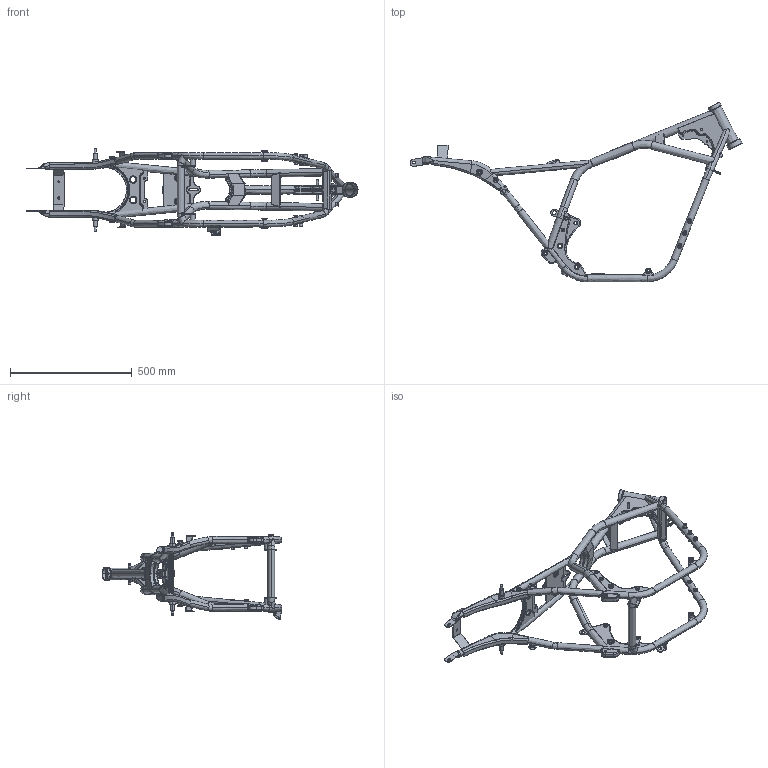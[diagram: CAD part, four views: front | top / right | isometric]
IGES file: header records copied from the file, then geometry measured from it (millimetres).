
Start section: SolidWorks IGES file using analytic representation for surfaces
Global section: file name: CB900F-Std-Frame.IGS; native system: SolidWorks 2012; preprocessor: SolidWorks 2012; author: Colin; date: 121206.181042; units: millimetre
Bounding box: 1365.13 x 739.07 x 359.78 mm (x, y, z)
Surface area: 1065555.7 mm2 (no closed solid volume)
Topology: 0 solids, 0 shells, 1715 faces, 23047 edges, 23031 vertices
Faces by surface type: revolution 879, bspline 836
